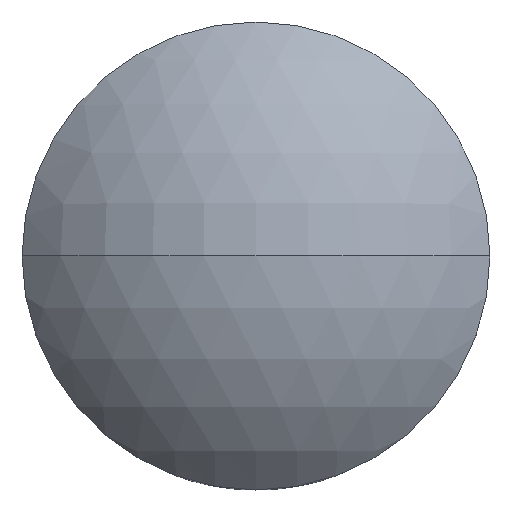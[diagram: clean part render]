
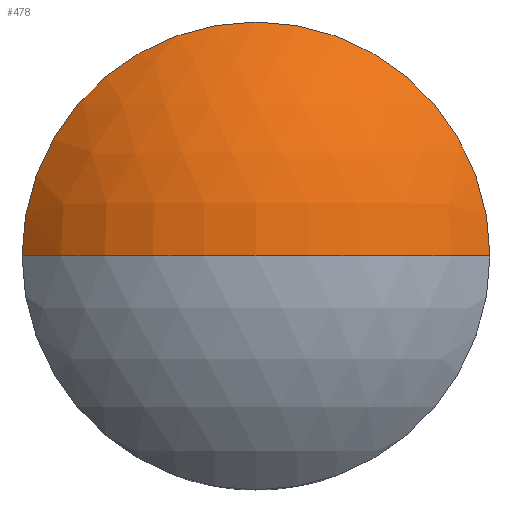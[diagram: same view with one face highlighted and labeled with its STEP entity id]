
A CAD part, top view. The second image highlights one B-rep face of the part: STEP entity #478.
In plain terms, the highlighted spherical face has radius 25.84 mm.
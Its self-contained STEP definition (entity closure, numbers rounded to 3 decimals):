
#14 = DIRECTION ( 'NONE',  ( 0., -1., 0. ) ) ;
#69 = CARTESIAN_POINT ( 'NONE',  ( 0., 0., -2.941 ) ) ;
#177 = ORIENTED_EDGE ( 'NONE', *, *, #1814, .F. ) ;
#278 = CARTESIAN_POINT ( 'NONE',  ( 0., 0., -20.4 ) ) ;
#282 = CARTESIAN_POINT ( 'NONE',  ( -19.05, 0., -2.941 ) ) ;
#384 = CARTESIAN_POINT ( 'NONE',  ( 0., 0., -20.4 ) ) ;
#478 = ADVANCED_FACE ( 'NONE', ( #1777 ), #1378, .T. ) ;
#610 = VERTEX_POINT ( 'NONE', #1598 ) ;
#673 = AXIS2_PLACEMENT_3D ( 'NONE', #69, #2251, #1172 ) ;
#698 = AXIS2_PLACEMENT_3D ( 'NONE', #384, #14, #2375 ) ;
#746 = CIRCLE ( 'NONE', #698, 25.84 ) ;
#1132 = CIRCLE ( 'NONE', #2102, 25.84 ) ;
#1158 = CARTESIAN_POINT ( 'NONE',  ( 0., 0., -20.4 ) ) ;
#1172 = DIRECTION ( 'NONE',  ( -1., 0., 0. ) ) ;
#1186 = AXIS2_PLACEMENT_3D ( 'NONE', #1158, #1710, #1523 ) ;
#1378 = SPHERICAL_SURFACE ( 'NONE', #1186, 25.84 ) ;
#1477 = CIRCLE ( 'NONE', #673, 19.05 ) ;
#1523 = DIRECTION ( 'NONE',  ( 1., 0., 0. ) ) ;
#1525 = DIRECTION ( 'NONE',  ( 0., 1., 0. ) ) ;
#1577 = EDGE_CURVE ( 'NONE', #1591, #1965, #1477, .T. ) ;
#1591 = VERTEX_POINT ( 'NONE', #282 ) ;
#1598 = CARTESIAN_POINT ( 'NONE',  ( 0., 0., 5.44 ) ) ;
#1710 = DIRECTION ( 'NONE',  ( 0., -1., 0. ) ) ;
#1777 = FACE_OUTER_BOUND ( 'NONE', #1918, .T. ) ;
#1814 = EDGE_CURVE ( 'NONE', #610, #1591, #746, .T. ) ;
#1867 = CARTESIAN_POINT ( 'NONE',  ( 19.05, 0., -2.941 ) ) ;
#1905 = DIRECTION ( 'NONE',  ( 0., 0., 1. ) ) ;
#1918 = EDGE_LOOP ( 'NONE', ( #177, #1957, #2343 ) ) ;
#1957 = ORIENTED_EDGE ( 'NONE', *, *, #2346, .T. ) ;
#1965 = VERTEX_POINT ( 'NONE', #1867 ) ;
#2102 = AXIS2_PLACEMENT_3D ( 'NONE', #278, #1525, #1905 ) ;
#2251 = DIRECTION ( 'NONE',  ( 0., 0., -1. ) ) ;
#2343 = ORIENTED_EDGE ( 'NONE', *, *, #1577, .F. ) ;
#2346 = EDGE_CURVE ( 'NONE', #610, #1965, #1132, .T. ) ;
#2375 = DIRECTION ( 'NONE',  ( 1., 0., 0. ) ) ;
